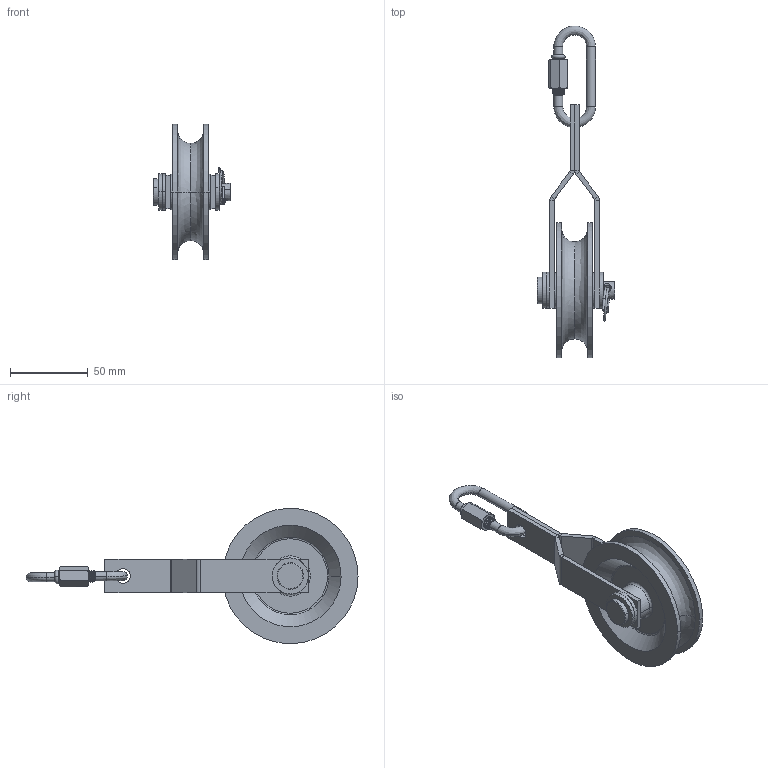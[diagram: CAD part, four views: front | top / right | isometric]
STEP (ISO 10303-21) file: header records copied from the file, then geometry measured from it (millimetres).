
FILE_DESCRIPTION(('FreeCAD Model'),'2;1');
FILE_NAME('Open CASCADE Shape Model','2025-05-04T00:53:43',('FreeCAD'),( 'FreeCAD'),'Open CASCADE STEP processor 7.6','FreeCAD','Unknown');
FILE_SCHEMA(('AUTOMOTIVE_DESIGN { 1 0 10303 214 1 1 1 1 }'));
Length unit declared in the file: millimetre
Products named in the file (1): Open CASCADE STEP translator 7.6 1
Bounding box: 49.96 x 213.14 x 86.73 mm (x, y, z)
Volume: 85499.7 mm3; surface area: 47450.3 mm2
Topology: 10 solids, 10 shells, 251 faces, 877 edges, 651 vertices
Faces by surface type: bspline 251
Entity records: 25017 total; most frequent: CARTESIAN_POINT 20148, ORIENTED_EDGE 1754, EDGE_CURVE 877, B_SPLINE_CURVE_WITH_KNOTS 663, VERTEX_POINT 651, FACE_BOUND 278, EDGE_LOOP 278, ADVANCED_FACE 251
